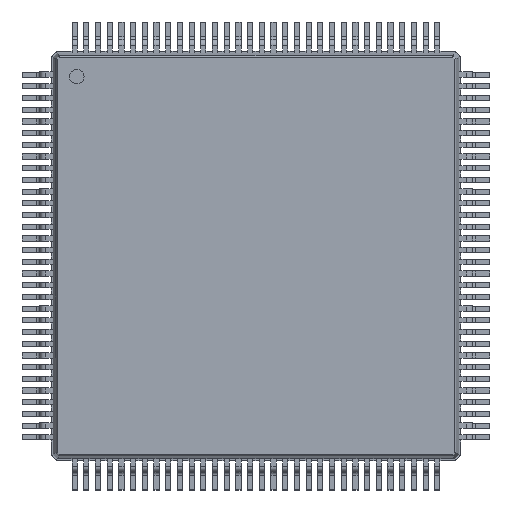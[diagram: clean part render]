
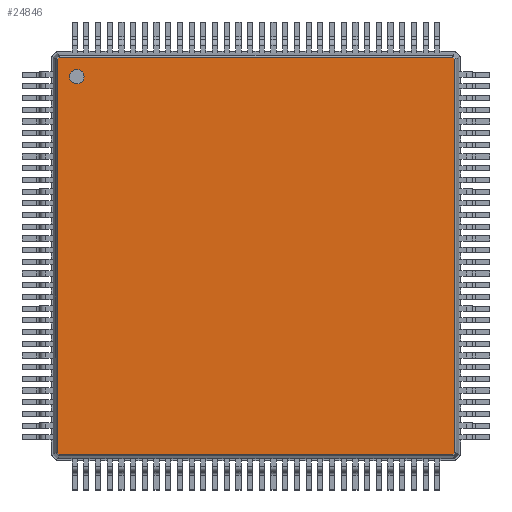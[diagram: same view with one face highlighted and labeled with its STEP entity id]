
A CAD part, top view. The second image highlights one B-rep face of the part: STEP entity #24846.
In plain terms, the highlighted planar face has unit normal (0, 0, 1).
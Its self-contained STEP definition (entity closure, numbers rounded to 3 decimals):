
#12425 = VERTEX_POINT('',#12426);
#12426 = CARTESIAN_POINT('',(6.789,6.724,1.1));
#12716 = EDGE_CURVE('',#12425,#12717,#12719,.T.);
#12717 = VERTEX_POINT('',#12718);
#12718 = CARTESIAN_POINT('',(6.789,-6.724,1.1));
#12719 = B_SPLINE_CURVE_WITH_KNOTS('',2,(#12720,#12721,#12722,#12723,
#12724),.UNSPECIFIED.,.F.,.F.,(3,1,1,3),(-0.7,
-0.04,13.52,14.18),.UNSPECIFIED.);
#12720 = CARTESIAN_POINT('',(6.789,7.44,1.1));
#12721 = CARTESIAN_POINT('',(6.789,7.11,1.1));
#12722 = CARTESIAN_POINT('',(6.789,0.,1.1));
#12723 = CARTESIAN_POINT('',(6.789,-7.11,1.1));
#12724 = CARTESIAN_POINT('',(6.789,-7.44,1.1));
#24209 = EDGE_CURVE('',#12717,#24210,#24212,.T.);
#24210 = VERTEX_POINT('',#24211);
#24211 = CARTESIAN_POINT('',(6.724,-6.789,1.1));
#24212 = B_SPLINE_CURVE_WITH_KNOTS('',2,(#24213,#24214,#24215,#24216,
#24217),.UNSPECIFIED.,.F.,.F.,(3,1,1,3),(-0.291,
-0.04,0.167,0.418),.UNSPECIFIED.);
#24213 = CARTESIAN_POINT('',(7.007,-6.505,1.1));
#24214 = CARTESIAN_POINT('',(6.918,-6.594,1.1));
#24215 = CARTESIAN_POINT('',(6.756,-6.756,1.1));
#24216 = CARTESIAN_POINT('',(6.594,-6.918,1.1));
#24217 = CARTESIAN_POINT('',(6.505,-7.007,1.1));
#24530 = VERTEX_POINT('',#24531);
#24531 = CARTESIAN_POINT('',(6.724,6.789,1.1));
#24821 = EDGE_CURVE('',#24530,#12425,#24822,.T.);
#24822 = B_SPLINE_CURVE_WITH_KNOTS('',2,(#24823,#24824,#24825,#24826,
#24827),.UNSPECIFIED.,.F.,.F.,(3,1,1,3),(-0.291,
-0.04,0.167,0.418),.UNSPECIFIED.);
#24823 = CARTESIAN_POINT('',(6.505,7.007,1.1));
#24824 = CARTESIAN_POINT('',(6.594,6.918,1.1));
#24825 = CARTESIAN_POINT('',(6.756,6.756,1.1));
#24826 = CARTESIAN_POINT('',(6.918,6.594,1.1));
#24827 = CARTESIAN_POINT('',(7.007,6.505,1.1));
#24846 = ADVANCED_FACE('',(#24847,#24900),#24911,.T.);
#24847 = FACE_BOUND('',#24848,.T.);
#24848 = EDGE_LOOP('',(#24849,#24861,#24869,#24870,#24871,#24872,#24882,
#24892));
#24849 = ORIENTED_EDGE('',*,*,#24850,.F.);
#24850 = EDGE_CURVE('',#24851,#24853,#24855,.T.);
#24851 = VERTEX_POINT('',#24852);
#24852 = CARTESIAN_POINT('',(-6.724,-6.789,1.1));
#24853 = VERTEX_POINT('',#24854);
#24854 = CARTESIAN_POINT('',(-6.789,-6.724,1.1));
#24855 = B_SPLINE_CURVE_WITH_KNOTS('',2,(#24856,#24857,#24858,#24859,
#24860),.UNSPECIFIED.,.F.,.F.,(3,1,1,3),(-0.291,
-0.04,0.167,0.418),.UNSPECIFIED.);
#24856 = CARTESIAN_POINT('',(-6.505,-7.007,1.1));
#24857 = CARTESIAN_POINT('',(-6.594,-6.918,1.1));
#24858 = CARTESIAN_POINT('',(-6.756,-6.756,1.1));
#24859 = CARTESIAN_POINT('',(-6.918,-6.594,1.1));
#24860 = CARTESIAN_POINT('',(-7.007,-6.505,1.1));
#24861 = ORIENTED_EDGE('',*,*,#24862,.F.);
#24862 = EDGE_CURVE('',#24210,#24851,#24863,.T.);
#24863 = B_SPLINE_CURVE_WITH_KNOTS('',2,(#24864,#24865,#24866,#24867,
#24868),.UNSPECIFIED.,.F.,.F.,(3,1,1,3),(-0.7,
-0.04,13.52,14.18),.UNSPECIFIED.);
#24864 = CARTESIAN_POINT('',(7.44,-6.789,1.1));
#24865 = CARTESIAN_POINT('',(7.11,-6.789,1.1));
#24866 = CARTESIAN_POINT('',(0.,-6.789,1.1));
#24867 = CARTESIAN_POINT('',(-7.11,-6.789,1.1));
#24868 = CARTESIAN_POINT('',(-7.44,-6.789,1.1));
#24869 = ORIENTED_EDGE('',*,*,#24209,.F.);
#24870 = ORIENTED_EDGE('',*,*,#12716,.F.);
#24871 = ORIENTED_EDGE('',*,*,#24821,.F.);
#24872 = ORIENTED_EDGE('',*,*,#24873,.F.);
#24873 = EDGE_CURVE('',#24874,#24530,#24876,.T.);
#24874 = VERTEX_POINT('',#24875);
#24875 = CARTESIAN_POINT('',(-6.724,6.789,1.1));
#24876 = B_SPLINE_CURVE_WITH_KNOTS('',2,(#24877,#24878,#24879,#24880,
#24881),.UNSPECIFIED.,.F.,.F.,(3,1,1,3),(-0.7,
-0.04,13.52,14.18),.UNSPECIFIED.);
#24877 = CARTESIAN_POINT('',(-7.44,6.789,1.1));
#24878 = CARTESIAN_POINT('',(-7.11,6.789,1.1));
#24879 = CARTESIAN_POINT('',(0.,6.789,1.1));
#24880 = CARTESIAN_POINT('',(7.11,6.789,1.1));
#24881 = CARTESIAN_POINT('',(7.44,6.789,1.1));
#24882 = ORIENTED_EDGE('',*,*,#24883,.F.);
#24883 = EDGE_CURVE('',#24884,#24874,#24886,.T.);
#24884 = VERTEX_POINT('',#24885);
#24885 = CARTESIAN_POINT('',(-6.789,6.724,1.1));
#24886 = B_SPLINE_CURVE_WITH_KNOTS('',2,(#24887,#24888,#24889,#24890,
#24891),.UNSPECIFIED.,.F.,.F.,(3,1,1,3),(-0.291,
-0.04,0.167,0.418),.UNSPECIFIED.);
#24887 = CARTESIAN_POINT('',(-7.007,6.505,1.1));
#24888 = CARTESIAN_POINT('',(-6.918,6.594,1.1));
#24889 = CARTESIAN_POINT('',(-6.756,6.756,1.1));
#24890 = CARTESIAN_POINT('',(-6.594,6.918,1.1));
#24891 = CARTESIAN_POINT('',(-6.505,7.007,1.1));
#24892 = ORIENTED_EDGE('',*,*,#24893,.F.);
#24893 = EDGE_CURVE('',#24853,#24884,#24894,.T.);
#24894 = B_SPLINE_CURVE_WITH_KNOTS('',2,(#24895,#24896,#24897,#24898,
#24899),.UNSPECIFIED.,.F.,.F.,(3,1,1,3),(-0.7,
-0.04,13.52,14.18),.UNSPECIFIED.);
#24895 = CARTESIAN_POINT('',(-6.789,-7.44,1.1));
#24896 = CARTESIAN_POINT('',(-6.789,-7.11,1.1));
#24897 = CARTESIAN_POINT('',(-6.789,0.,1.1));
#24898 = CARTESIAN_POINT('',(-6.789,7.11,1.1));
#24899 = CARTESIAN_POINT('',(-6.789,7.44,1.1));
#24900 = FACE_BOUND('',#24901,.T.);
#24901 = EDGE_LOOP('',(#24902));
#24902 = ORIENTED_EDGE('',*,*,#24903,.F.);
#24903 = EDGE_CURVE('',#24904,#24904,#24906,.T.);
#24904 = VERTEX_POINT('',#24905);
#24905 = CARTESIAN_POINT('',(-6.129,5.879,1.1));
#24906 = CIRCLE('',#24907,0.25);
#24907 = AXIS2_PLACEMENT_3D('',#24908,#24909,#24910);
#24908 = CARTESIAN_POINT('',(-6.129,6.129,1.1));
#24909 = DIRECTION('',(-0.,0.,1.));
#24910 = DIRECTION('',(0.,-1.,0.));
#24911 = PLANE('',#24912);
#24912 = AXIS2_PLACEMENT_3D('',#24913,#24914,#24915);
#24913 = CARTESIAN_POINT('',(-6.74,6.829,1.1));
#24914 = DIRECTION('',(0.,0.,1.));
#24915 = DIRECTION('',(0.702,-0.712,0.));
